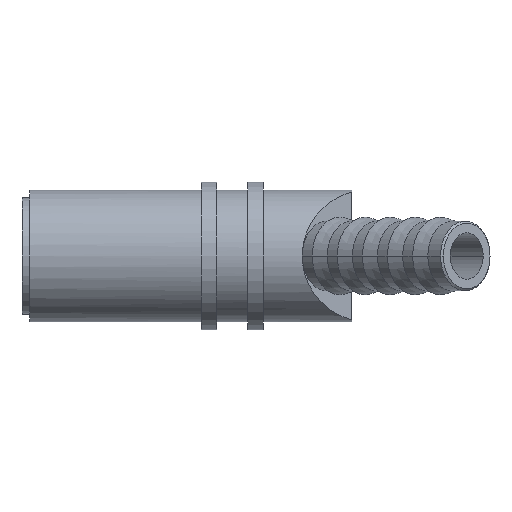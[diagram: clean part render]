
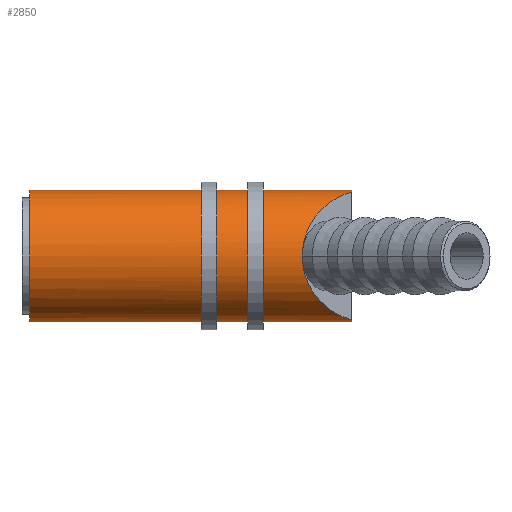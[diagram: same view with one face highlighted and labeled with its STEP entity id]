
A CAD part, front view. The second image highlights one B-rep face of the part: STEP entity #2850.
In plain terms, the highlighted cylindrical face has radius 8.5 mm (diameter 17 mm), a partial arc.
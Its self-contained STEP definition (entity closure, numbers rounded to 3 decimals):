
#120 = DIRECTION ( 'NONE',  ( 0., 0., 1. ) ) ;
#169 = FACE_OUTER_BOUND ( 'NONE', #4106, .T. ) ;
#194 = CARTESIAN_POINT ( 'NONE',  ( 42.5, -2.136, 8.227 ) ) ;
#337 = VECTOR ( 'NONE', #6735, 1000. ) ;
#426 = DIRECTION ( 'NONE',  ( 0., 0., 1. ) ) ;
#681 = VERTEX_POINT ( 'NONE', #707 ) ;
#702 = CARTESIAN_POINT ( 'NONE',  ( 36.136, -8.5, 0. ) ) ;
#707 = CARTESIAN_POINT ( 'NONE',  ( 42.5, 0., -8.5 ) ) ;
#806 = CARTESIAN_POINT ( 'NONE',  ( 38.601, -6.035, -7.215 ) ) ;
#815 = CARTESIAN_POINT ( 'NONE',  ( 42.5, -2.136, 8.227 ) ) ;
#827 = ORIENTED_EDGE ( 'NONE', *, *, #6138, .T. ) ;
#1048 =( BOUNDED_CURVE ( )  B_SPLINE_CURVE ( 3, ( #3788, #3300, #5713, #815 ),
 .UNSPECIFIED., .F., .T. ) 
 B_SPLINE_CURVE_WITH_KNOTS ( ( 4, 4 ),
 ( 0., 1.317 ),
 .UNSPECIFIED. ) 
 CURVE ( )  GEOMETRIC_REPRESENTATION_ITEM ( )  RATIONAL_B_SPLINE_CURVE ( ( 1., 0.861, 0.861, 1. ) ) 
 REPRESENTATION_ITEM ( '' )  );
#1348 = CIRCLE ( 'NONE', #5503, 8.5 ) ;
#1350 = CYLINDRICAL_SURFACE ( 'NONE', #2955, 8.5 ) ;
#1406 = CARTESIAN_POINT ( 'NONE',  ( 36.136, -8.5, -4.028 ) ) ;
#1526 = EDGE_CURVE ( 'NONE', #2672, #3076, #2718, .T. ) ;
#1713 = DIRECTION ( 'NONE',  ( -1., 0., 0. ) ) ;
#1776 = CARTESIAN_POINT ( 'NONE',  ( 36.136, -8.5, 0. ) ) ;
#1887 = EDGE_CURVE ( 'NONE', #2578, #3076, #3568, .T. ) ;
#2050 = ORIENTED_EDGE ( 'NONE', *, *, #5630, .T. ) ;
#2065 = DIRECTION ( 'NONE',  ( -1., 0., 0. ) ) ;
#2320 = EDGE_CURVE ( 'NONE', #681, #2672, #6697, .T. ) ;
#2466 = CARTESIAN_POINT ( 'NONE',  ( 42.5, -2.136, -8.227 ) ) ;
#2578 = VERTEX_POINT ( 'NONE', #4410 ) ;
#2598 = CARTESIAN_POINT ( 'NONE',  ( 0., 0., 0. ) ) ;
#2672 = VERTEX_POINT ( 'NONE', #7580 ) ;
#2694 = DIRECTION ( 'NONE',  ( 0., 0., 1. ) ) ;
#2718 = CIRCLE ( 'NONE', #6630, 8.5 ) ;
#2850 = ADVANCED_FACE ( 'NONE', ( #169 ), #1350, .T. ) ;
#2880 = VERTEX_POINT ( 'NONE', #6671 ) ;
#2955 = AXIS2_PLACEMENT_3D ( 'NONE', #2598, #5023, #3117 ) ;
#3076 = VERTEX_POINT ( 'NONE', #4973 ) ;
#3094 = EDGE_CURVE ( 'NONE', #3132, #2578, #4868, .T. ) ;
#3117 = DIRECTION ( 'NONE',  ( 0., 0., 1. ) ) ;
#3132 = VERTEX_POINT ( 'NONE', #194 ) ;
#3300 = CARTESIAN_POINT ( 'NONE',  ( 36.136, -8.5, 4.028 ) ) ;
#3337 = DIRECTION ( 'NONE',  ( -1., 0., 0. ) ) ;
#3492 = ORIENTED_EDGE ( 'NONE', *, *, #7507, .T. ) ;
#3568 = LINE ( 'NONE', #4289, #5260 ) ;
#3688 = VERTEX_POINT ( 'NONE', #1776 ) ;
#3781 = CARTESIAN_POINT ( 'NONE',  ( 0., 0., -8.5 ) ) ;
#3788 = CARTESIAN_POINT ( 'NONE',  ( 36.136, -8.5, 0. ) ) ;
#4106 = EDGE_LOOP ( 'NONE', ( #7655, #2050, #3492, #827, #4866, #5275, #5262 ) ) ;
#4285 =( BOUNDED_CURVE ( )  B_SPLINE_CURVE ( 3, ( #2466, #806, #1406, #702 ),
 .UNSPECIFIED., .F., .T. ) 
 B_SPLINE_CURVE_WITH_KNOTS ( ( 4, 4 ),
 ( 4.966, 6.283 ),
 .UNSPECIFIED. ) 
 CURVE ( )  GEOMETRIC_REPRESENTATION_ITEM ( )  RATIONAL_B_SPLINE_CURVE ( ( 1., 0.861, 0.861, 1. ) ) 
 REPRESENTATION_ITEM ( '' )  );
#4289 = CARTESIAN_POINT ( 'NONE',  ( 0., 0., 8.5 ) ) ;
#4410 = CARTESIAN_POINT ( 'NONE',  ( 42.5, 0., 8.5 ) ) ;
#4866 = ORIENTED_EDGE ( 'NONE', *, *, #3094, .T. ) ;
#4868 = CIRCLE ( 'NONE', #5619, 8.5 ) ;
#4973 = CARTESIAN_POINT ( 'NONE',  ( 1., 0., 8.5 ) ) ;
#5023 = DIRECTION ( 'NONE',  ( -1., 0., 0. ) ) ;
#5165 = CARTESIAN_POINT ( 'NONE',  ( 42.5, 0., 0. ) ) ;
#5260 = VECTOR ( 'NONE', #1713, 1000. ) ;
#5262 = ORIENTED_EDGE ( 'NONE', *, *, #1526, .F. ) ;
#5275 = ORIENTED_EDGE ( 'NONE', *, *, #1887, .T. ) ;
#5503 = AXIS2_PLACEMENT_3D ( 'NONE', #5165, #3337, #426 ) ;
#5596 = DIRECTION ( 'NONE',  ( -1., 0., 0. ) ) ;
#5619 = AXIS2_PLACEMENT_3D ( 'NONE', #7251, #5596, #120 ) ;
#5630 = EDGE_CURVE ( 'NONE', #681, #2880, #1348, .T. ) ;
#5669 = CARTESIAN_POINT ( 'NONE',  ( 1., 0., 0. ) ) ;
#5713 = CARTESIAN_POINT ( 'NONE',  ( 38.601, -6.035, 7.215 ) ) ;
#6138 = EDGE_CURVE ( 'NONE', #3688, #3132, #1048, .T. ) ;
#6630 = AXIS2_PLACEMENT_3D ( 'NONE', #5669, #2065, #2694 ) ;
#6671 = CARTESIAN_POINT ( 'NONE',  ( 42.5, -2.136, -8.227 ) ) ;
#6697 = LINE ( 'NONE', #3781, #337 ) ;
#6735 = DIRECTION ( 'NONE',  ( -1., 0., 0. ) ) ;
#7251 = CARTESIAN_POINT ( 'NONE',  ( 42.5, 0., 0. ) ) ;
#7507 = EDGE_CURVE ( 'NONE', #2880, #3688, #4285, .T. ) ;
#7580 = CARTESIAN_POINT ( 'NONE',  ( 1., 0., -8.5 ) ) ;
#7655 = ORIENTED_EDGE ( 'NONE', *, *, #2320, .F. ) ;
